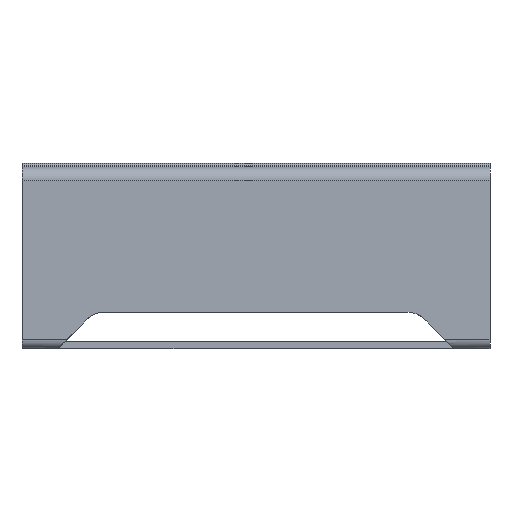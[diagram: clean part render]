
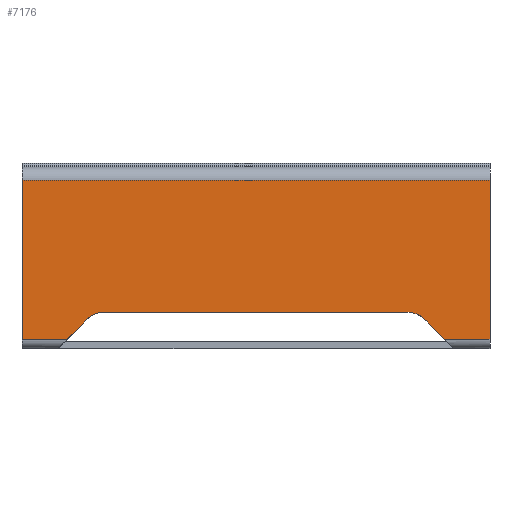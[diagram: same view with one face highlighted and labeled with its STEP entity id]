
A CAD part, left-side view. The second image highlights one B-rep face of the part: STEP entity #7176.
In plain terms, the highlighted planar face has unit normal (-1, 0, 0).
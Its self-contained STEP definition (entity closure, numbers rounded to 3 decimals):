
#102=PLANE('',#8115);
#445=FACE_OUTER_BOUND('',#831,.T.);
#831=EDGE_LOOP('',(#6219,#6220,#6221,#6222,#6223,#6224,#6225,#6226,#6227,
#6228));
#1245=LINE('',#12362,#1762);
#1310=LINE('',#12593,#1827);
#1314=LINE('',#12612,#1831);
#1337=LINE('',#12675,#1854);
#1339=LINE('',#12680,#1856);
#1340=LINE('',#12682,#1857);
#1341=LINE('',#12683,#1858);
#1342=LINE('',#12684,#1859);
#1762=VECTOR('',#10135,10.);
#1827=VECTOR('',#10318,10.);
#1831=VECTOR('',#10330,10.);
#1854=VECTOR('',#10391,10.);
#1856=VECTOR('',#10397,10.);
#1857=VECTOR('',#10398,10.);
#1858=VECTOR('',#10399,10.);
#1859=VECTOR('',#10400,10.);
#2458=CIRCLE('',#8089,5.);
#2459=CIRCLE('',#8092,5.);
#3073=VERTEX_POINT('',#12359);
#3074=VERTEX_POINT('',#12361);
#3160=VERTEX_POINT('',#12579);
#3161=VERTEX_POINT('',#12581);
#3163=VERTEX_POINT('',#12592);
#3166=VERTEX_POINT('',#12605);
#3168=VERTEX_POINT('',#12611);
#3189=VERTEX_POINT('',#12673);
#3190=VERTEX_POINT('',#12679);
#3191=VERTEX_POINT('',#12681);
#4092=EDGE_CURVE('',#3074,#3073,#1245,.T.);
#4197=EDGE_CURVE('',#3160,#3161,#2458,.T.);
#4200=EDGE_CURVE('',#3163,#3161,#1310,.T.);
#4204=EDGE_CURVE('',#3163,#3166,#2459,.T.);
#4207=EDGE_CURVE('',#3168,#3166,#1314,.T.);
#4240=EDGE_CURVE('',#3160,#3189,#1337,.T.);
#4242=EDGE_CURVE('',#3189,#3190,#1339,.T.);
#4243=EDGE_CURVE('',#3190,#3191,#1340,.T.);
#4244=EDGE_CURVE('',#3191,#3074,#1341,.T.);
#4245=EDGE_CURVE('',#3073,#3168,#1342,.T.);
#6219=ORIENTED_EDGE('',*,*,#4207,.T.);
#6220=ORIENTED_EDGE('',*,*,#4204,.F.);
#6221=ORIENTED_EDGE('',*,*,#4200,.T.);
#6222=ORIENTED_EDGE('',*,*,#4197,.F.);
#6223=ORIENTED_EDGE('',*,*,#4240,.T.);
#6224=ORIENTED_EDGE('',*,*,#4242,.T.);
#6225=ORIENTED_EDGE('',*,*,#4243,.T.);
#6226=ORIENTED_EDGE('',*,*,#4244,.T.);
#6227=ORIENTED_EDGE('',*,*,#4092,.T.);
#6228=ORIENTED_EDGE('',*,*,#4245,.T.);
#7176=ADVANCED_FACE('',(#445),#102,.T.);
#8089=AXIS2_PLACEMENT_3D('',#12582,#10313,#10314);
#8092=AXIS2_PLACEMENT_3D('',#12606,#10323,#10324);
#8115=AXIS2_PLACEMENT_3D('',#12678,#10395,#10396);
#10135=DIRECTION('',(0.,0.,-1.));
#10313=DIRECTION('center_axis',(-1.,0.,0.));
#10314=DIRECTION('ref_axis',(0.,-0.383,0.924));
#10318=DIRECTION('',(0.,-1.,0.));
#10323=DIRECTION('center_axis',(-1.,0.,0.));
#10324=DIRECTION('ref_axis',(0.,0.383,0.924));
#10330=DIRECTION('',(0.,-0.707,0.707));
#10391=DIRECTION('',(0.,-0.707,-0.707));
#10395=DIRECTION('center_axis',(-1.,0.,0.));
#10396=DIRECTION('ref_axis',(0.,0.,1.));
#10397=DIRECTION('',(0.,-1.,0.));
#10398=DIRECTION('',(0.,0.,1.));
#10399=DIRECTION('',(0.,1.,0.));
#10400=DIRECTION('',(0.,-1.,0.));
#12359=CARTESIAN_POINT('',(-33.5,103.,-22.5));
#12361=CARTESIAN_POINT('',(-33.5,103.,12.5));
#12362=CARTESIAN_POINT('',(-33.5,103.,-12.5));
#12579=CARTESIAN_POINT('',(-33.5,14.536,-17.964));
#12581=CARTESIAN_POINT('',(-33.5,18.071,-16.5));
#12582=CARTESIAN_POINT('Origin',(-33.5,18.071,-21.5));
#12592=CARTESIAN_POINT('',(-33.5,85.065,-16.5));
#12593=CARTESIAN_POINT('',(-33.5,43.568,-16.5));
#12605=CARTESIAN_POINT('',(-33.5,88.6,-17.964));
#12606=CARTESIAN_POINT('Origin',(-33.5,85.065,-21.5));
#12611=CARTESIAN_POINT('',(-33.5,93.136,-22.5));
#12612=CARTESIAN_POINT('',(-33.5,68.352,2.284));
#12673=CARTESIAN_POINT('',(-33.5,10.,-22.5));
#12675=CARTESIAN_POINT('',(-33.5,13.,-19.5));
#12678=CARTESIAN_POINT('Origin',(-33.5,0.,-12.5));
#12679=CARTESIAN_POINT('',(-33.5,0.,-22.5));
#12680=CARTESIAN_POINT('',(-33.5,103.,-22.5));
#12681=CARTESIAN_POINT('',(-33.5,0.,12.5));
#12682=CARTESIAN_POINT('',(-33.5,0.,-15.5));
#12683=CARTESIAN_POINT('',(-33.5,0.,12.5));
#12684=CARTESIAN_POINT('',(-33.5,103.,-22.5));
